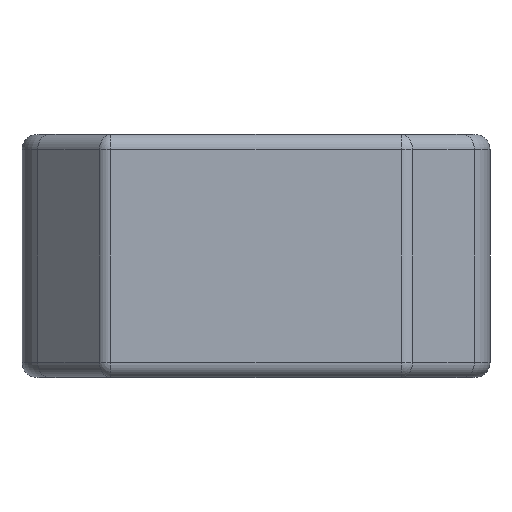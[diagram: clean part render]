
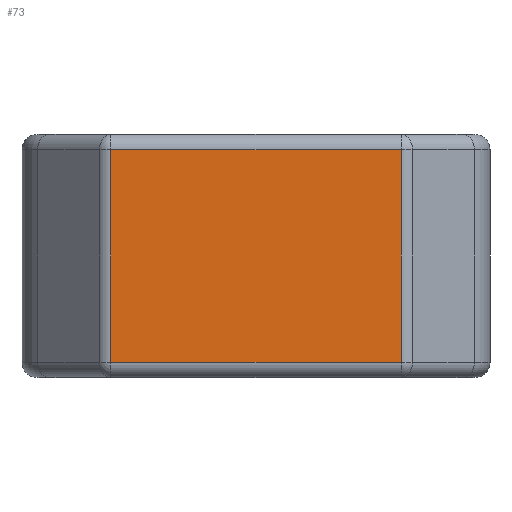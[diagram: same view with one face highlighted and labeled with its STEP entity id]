
A CAD part, front view. The second image highlights one B-rep face of the part: STEP entity #73.
In plain terms, the highlighted planar face has unit normal (0, -1, 0).
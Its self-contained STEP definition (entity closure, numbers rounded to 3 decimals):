
#73 = ADVANCED_FACE ( 'NONE', ( #498 ), #1125, .F. ) ;
#118 = LINE ( 'NONE', #134, #776 ) ;
#134 = CARTESIAN_POINT ( 'NONE',  ( 5., -5., -3.5 ) ) ;
#165 = EDGE_CURVE ( 'NONE', #633, #299, #530, .T. ) ;
#167 = LINE ( 'NONE', #955, #611 ) ;
#197 = ORIENTED_EDGE ( 'NONE', *, *, #434, .T. ) ;
#218 = VECTOR ( 'NONE', #745, 1000. ) ;
#240 = CARTESIAN_POINT ( 'NONE',  ( 4.777, -5., 4. ) ) ;
#281 = CARTESIAN_POINT ( 'NONE',  ( 4.777, -5., -3.5 ) ) ;
#299 = VERTEX_POINT ( 'NONE', #383 ) ;
#383 = CARTESIAN_POINT ( 'NONE',  ( 4.777, -5., 3.5 ) ) ;
#396 = CARTESIAN_POINT ( 'NONE',  ( -4.777, -5., -3.5 ) ) ;
#420 = DIRECTION ( 'NONE',  ( 0., 1., 0. ) ) ;
#431 = DIRECTION ( 'NONE',  ( -1., 0., 0. ) ) ;
#434 = EDGE_CURVE ( 'NONE', #791, #633, #118, .T. ) ;
#435 = EDGE_LOOP ( 'NONE', ( #684, #197, #731, #881 ) ) ;
#498 = FACE_OUTER_BOUND ( 'NONE', #435, .T. ) ;
#530 = LINE ( 'NONE', #240, #1146 ) ;
#545 = LINE ( 'NONE', #830, #218 ) ;
#611 = VECTOR ( 'NONE', #431, 1000. ) ;
#633 = VERTEX_POINT ( 'NONE', #281 ) ;
#684 = ORIENTED_EDGE ( 'NONE', *, *, #1119, .T. ) ;
#700 = CARTESIAN_POINT ( 'NONE',  ( -4.777, -5., 3.5 ) ) ;
#726 = AXIS2_PLACEMENT_3D ( 'NONE', #765, #420, #1007 ) ;
#731 = ORIENTED_EDGE ( 'NONE', *, *, #165, .T. ) ;
#745 = DIRECTION ( 'NONE',  ( 0., 0., -1. ) ) ;
#765 = CARTESIAN_POINT ( 'NONE',  ( -5., -5., 4. ) ) ;
#776 = VECTOR ( 'NONE', #935, 1000. ) ;
#790 = DIRECTION ( 'NONE',  ( 0., 0., 1. ) ) ;
#791 = VERTEX_POINT ( 'NONE', #396 ) ;
#830 = CARTESIAN_POINT ( 'NONE',  ( -4.777, -5., 4. ) ) ;
#881 = ORIENTED_EDGE ( 'NONE', *, *, #936, .T. ) ;
#935 = DIRECTION ( 'NONE',  ( 1., 0., 0. ) ) ;
#936 = EDGE_CURVE ( 'NONE', #299, #1030, #167, .T. ) ;
#955 = CARTESIAN_POINT ( 'NONE',  ( -5., -5., 3.5 ) ) ;
#1007 = DIRECTION ( 'NONE',  ( -1., 0., 0. ) ) ;
#1030 = VERTEX_POINT ( 'NONE', #700 ) ;
#1119 = EDGE_CURVE ( 'NONE', #1030, #791, #545, .T. ) ;
#1125 = PLANE ( 'NONE',  #726 ) ;
#1146 = VECTOR ( 'NONE', #790, 1000. ) ;
